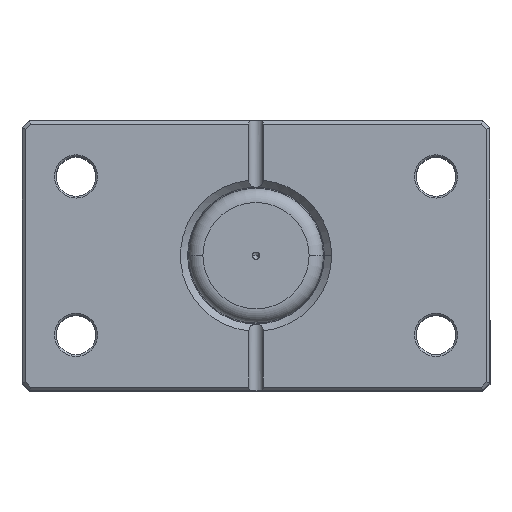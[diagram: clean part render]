
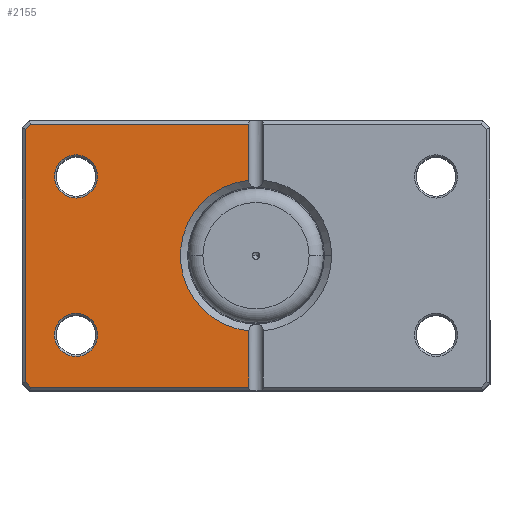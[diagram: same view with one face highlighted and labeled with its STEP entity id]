
A CAD part, top view. The second image highlights one B-rep face of the part: STEP entity #2155.
In plain terms, the highlighted face is planar.
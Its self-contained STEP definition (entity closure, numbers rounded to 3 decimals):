
#30 = CARTESIAN_POINT ( 'NONE',  ( 0., -36.5, 0. ) ) ;
#82 = DIRECTION ( 'NONE',  ( 0., 1., 0. ) ) ;
#127 = ORIENTED_EDGE ( 'NONE', *, *, #4118, .T. ) ;
#128 = VERTEX_POINT ( 'NONE', #4985 ) ;
#135 = ORIENTED_EDGE ( 'NONE', *, *, #1726, .T. ) ;
#174 = CARTESIAN_POINT ( 'NONE',  ( 0., 0., 0. ) ) ;
#225 = CARTESIAN_POINT ( 'NONE',  ( 0., 0., 0. ) ) ;
#391 = CARTESIAN_POINT ( 'NONE',  ( 0., 36.5, 0. ) ) ;
#419 = EDGE_CURVE ( 'NONE', #1585, #128, #809, .T. ) ;
#500 = ORIENTED_EDGE ( 'NONE', *, *, #419, .T. ) ;
#595 = AXIS2_PLACEMENT_3D ( 'NONE', #225, #3653, #697 ) ;
#608 = LINE ( 'NONE', #780, #748 ) ;
#617 = DIRECTION ( 'NONE',  ( 1., 0., 0. ) ) ;
#642 = DIRECTION ( 'NONE',  ( 0., 0., 1. ) ) ;
#656 = DIRECTION ( 'NONE',  ( 1., 0., 0. ) ) ;
#684 = CARTESIAN_POINT ( 'NONE',  ( 50., 22., 0. ) ) ;
#697 = DIRECTION ( 'NONE',  ( 1., 0., 0. ) ) ;
#748 = VECTOR ( 'NONE', #5064, 1000. ) ;
#780 = CARTESIAN_POINT ( 'NONE',  ( 2., 37.5, 0. ) ) ;
#809 = LINE ( 'NONE', #3874, #5870 ) ;
#865 = CARTESIAN_POINT ( 'NONE',  ( 2., 37.5, 0. ) ) ;
#961 = VERTEX_POINT ( 'NONE', #1317 ) ;
#972 = ORIENTED_EDGE ( 'NONE', *, *, #3455, .T. ) ;
#1169 = CARTESIAN_POINT ( 'NONE',  ( 2., 36.5, 0. ) ) ;
#1317 = CARTESIAN_POINT ( 'NONE',  ( 2., 20.905, 0. ) ) ;
#1381 = FACE_BOUND ( 'NONE', #3626, .T. ) ;
#1443 = CARTESIAN_POINT ( 'NONE',  ( 50., -22., 0. ) ) ;
#1529 = FACE_OUTER_BOUND ( 'NONE', #4057, .T. ) ;
#1546 = VERTEX_POINT ( 'NONE', #3131 ) ;
#1554 = VERTEX_POINT ( 'NONE', #1169 ) ;
#1564 = EDGE_CURVE ( 'NONE', #2683, #961, #5927, .T. ) ;
#1585 = VERTEX_POINT ( 'NONE', #5108 ) ;
#1726 = EDGE_CURVE ( 'NONE', #3967, #1546, #3719, .T. ) ;
#1759 = ORIENTED_EDGE ( 'NONE', *, *, #1564, .T. ) ;
#1891 = CARTESIAN_POINT ( 'NONE',  ( 44., -22., 0. ) ) ;
#1950 = DIRECTION ( 'NONE',  ( 1., 0., 0. ) ) ;
#1967 = ORIENTED_EDGE ( 'NONE', *, *, #2578, .T. ) ;
#2086 = VERTEX_POINT ( 'NONE', #2514 ) ;
#2092 = ORIENTED_EDGE ( 'NONE', *, *, #4288, .T. ) ;
#2118 = CARTESIAN_POINT ( 'NONE',  ( 56., 22., 0. ) ) ;
#2145 = EDGE_LOOP ( 'NONE', ( #4105, #3126 ) ) ;
#2155 = ADVANCED_FACE ( 'NONE', ( #5308, #1381, #1529 ), #5511, .F. ) ;
#2366 = VERTEX_POINT ( 'NONE', #3166 ) ;
#2387 = VECTOR ( 'NONE', #6163, 1000. ) ;
#2462 = VECTOR ( 'NONE', #82, 1000. ) ;
#2514 = CARTESIAN_POINT ( 'NONE',  ( 44., 22., 0. ) ) ;
#2578 = EDGE_CURVE ( 'NONE', #128, #5097, #6270, .T. ) ;
#2653 = ORIENTED_EDGE ( 'NONE', *, *, #4816, .T. ) ;
#2683 = VERTEX_POINT ( 'NONE', #3040 ) ;
#2780 = DIRECTION ( 'NONE',  ( 1., 0., 0. ) ) ;
#2986 = AXIS2_PLACEMENT_3D ( 'NONE', #174, #3603, #656 ) ;
#3040 = CARTESIAN_POINT ( 'NONE',  ( 2., -20.905, 0. ) ) ;
#3068 = EDGE_CURVE ( 'NONE', #2366, #3649, #5687, .T. ) ;
#3126 = ORIENTED_EDGE ( 'NONE', *, *, #3068, .T. ) ;
#3131 = CARTESIAN_POINT ( 'NONE',  ( 64., 35.086, 0. ) ) ;
#3166 = CARTESIAN_POINT ( 'NONE',  ( 56., -22., 0. ) ) ;
#3219 = DIRECTION ( 'NONE',  ( 0., -1., 0. ) ) ;
#3244 = VECTOR ( 'NONE', #2780, 1000. ) ;
#3251 = CARTESIAN_POINT ( 'NONE',  ( 49.543, 49.543, 0. ) ) ;
#3299 = VECTOR ( 'NONE', #3219, 1000. ) ;
#3353 = CARTESIAN_POINT ( 'NONE',  ( 64., 0., 0. ) ) ;
#3390 = DIRECTION ( 'NONE',  ( -0.707, -0.707, 0. ) ) ;
#3402 = VECTOR ( 'NONE', #3472, 1000. ) ;
#3455 = EDGE_CURVE ( 'NONE', #961, #1554, #5383, .T. ) ;
#3472 = DIRECTION ( 'NONE',  ( -1., 0., 0. ) ) ;
#3603 = DIRECTION ( 'NONE',  ( 0., 0., 1. ) ) ;
#3626 = EDGE_LOOP ( 'NONE', ( #127, #6138 ) ) ;
#3649 = VERTEX_POINT ( 'NONE', #1891 ) ;
#3653 = DIRECTION ( 'NONE',  ( 0., 0., 1. ) ) ;
#3719 = LINE ( 'NONE', #3251, #2387 ) ;
#3763 = AXIS2_PLACEMENT_3D ( 'NONE', #4844, #4834, #4812 ) ;
#3874 = CARTESIAN_POINT ( 'NONE',  ( 49.543, -49.543, 0. ) ) ;
#3953 = EDGE_CURVE ( 'NONE', #4073, #2086, #4043, .T. ) ;
#3967 = VERTEX_POINT ( 'NONE', #6038 ) ;
#3976 = AXIS2_PLACEMENT_3D ( 'NONE', #6232, #6190, #6171 ) ;
#4043 = CIRCLE ( 'NONE', #3976, 6. ) ;
#4057 = EDGE_LOOP ( 'NONE', ( #2653, #1759, #972, #4193, #135, #2092, #500, #1967 ) ) ;
#4073 = VERTEX_POINT ( 'NONE', #2118 ) ;
#4105 = ORIENTED_EDGE ( 'NONE', *, *, #4229, .T. ) ;
#4118 = EDGE_CURVE ( 'NONE', #2086, #4073, #5280, .T. ) ;
#4193 = ORIENTED_EDGE ( 'NONE', *, *, #6249, .T. ) ;
#4229 = EDGE_CURVE ( 'NONE', #3649, #2366, #5504, .T. ) ;
#4288 = EDGE_CURVE ( 'NONE', #1546, #1585, #4307, .T. ) ;
#4307 = LINE ( 'NONE', #3353, #3299 ) ;
#4538 = CARTESIAN_POINT ( 'NONE',  ( 2., -36.5, 0. ) ) ;
#4703 = LINE ( 'NONE', #391, #3244 ) ;
#4812 = DIRECTION ( 'NONE',  ( 1., 0., 0. ) ) ;
#4816 = EDGE_CURVE ( 'NONE', #5097, #2683, #608, .T. ) ;
#4834 = DIRECTION ( 'NONE',  ( 0., 0., 1. ) ) ;
#4844 = CARTESIAN_POINT ( 'NONE',  ( 50., -22., 0. ) ) ;
#4862 = AXIS2_PLACEMENT_3D ( 'NONE', #684, #642, #617 ) ;
#4913 = DIRECTION ( 'NONE',  ( 0., 0., 1. ) ) ;
#4985 = CARTESIAN_POINT ( 'NONE',  ( 62.586, -36.5, 0. ) ) ;
#5064 = DIRECTION ( 'NONE',  ( 0., 1., 0. ) ) ;
#5097 = VERTEX_POINT ( 'NONE', #4538 ) ;
#5108 = CARTESIAN_POINT ( 'NONE',  ( 64., -35.086, 0. ) ) ;
#5280 = CIRCLE ( 'NONE', #4862, 6. ) ;
#5308 = FACE_BOUND ( 'NONE', #2145, .T. ) ;
#5383 = LINE ( 'NONE', #865, #2462 ) ;
#5504 = CIRCLE ( 'NONE', #3763, 6. ) ;
#5511 = PLANE ( 'NONE',  #2986 ) ;
#5687 = CIRCLE ( 'NONE', #6025, 6. ) ;
#5870 = VECTOR ( 'NONE', #3390, 1000. ) ;
#5927 = CIRCLE ( 'NONE', #595, 21. ) ;
#6025 = AXIS2_PLACEMENT_3D ( 'NONE', #1443, #4913, #1950 ) ;
#6038 = CARTESIAN_POINT ( 'NONE',  ( 62.586, 36.5, 0. ) ) ;
#6138 = ORIENTED_EDGE ( 'NONE', *, *, #3953, .T. ) ;
#6163 = DIRECTION ( 'NONE',  ( 0.707, -0.707, 0. ) ) ;
#6171 = DIRECTION ( 'NONE',  ( 1., 0., 0. ) ) ;
#6190 = DIRECTION ( 'NONE',  ( 0., 0., 1. ) ) ;
#6232 = CARTESIAN_POINT ( 'NONE',  ( 50., 22., 0. ) ) ;
#6249 = EDGE_CURVE ( 'NONE', #1554, #3967, #4703, .T. ) ;
#6270 = LINE ( 'NONE', #30, #3402 ) ;
